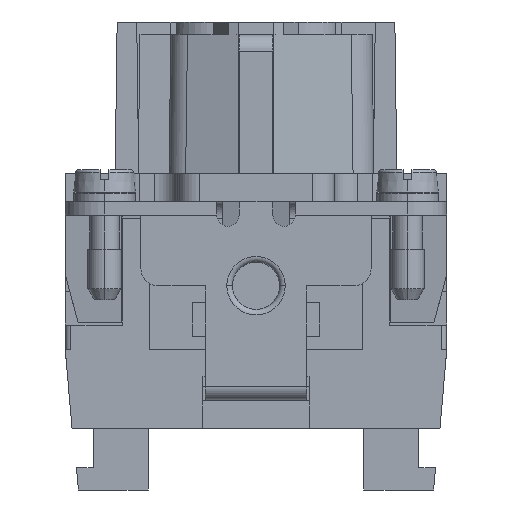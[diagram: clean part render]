
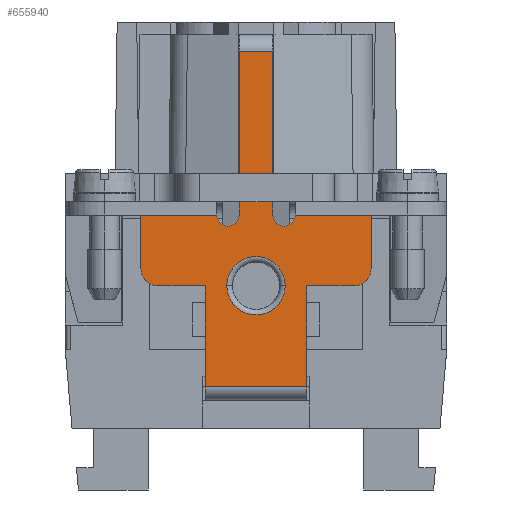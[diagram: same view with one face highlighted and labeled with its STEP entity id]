
A CAD part, left-side view. The second image highlights one B-rep face of the part: STEP entity #655940.
In plain terms, the highlighted face is planar.
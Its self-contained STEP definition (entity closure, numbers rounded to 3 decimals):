
#29460=CARTESIAN_POINT('',(120.246,33.176,
3.9));
#29470=VERTEX_POINT('',#29460);
#29520=CARTESIAN_POINT('',(120.246,33.176,
-20.6));
#29530=DIRECTION('',(0.,0.,1.));
#29540=VECTOR('',#29530,1.);
#29550=LINE('',#29520,#29540);
#29560=CARTESIAN_POINT('',(120.246,33.176,
6.9));
#29570=VERTEX_POINT('',#29560);
#29580=EDGE_CURVE('',#29470,#29570,#29550,.T.);
#653920=CARTESIAN_POINT('',(120.246,37.426,
2.4));
#653930=VERTEX_POINT('',#653920);
#654020=CARTESIAN_POINT('',(120.246,38.926,
0.9));
#654030=VERTEX_POINT('',#654020);
#654060=CARTESIAN_POINT('',(120.246,37.426,
0.9));
#654070=DIRECTION('',(-1.,0.,0.));
#654080=DIRECTION('',(0.,-1.,0.));
#654090=AXIS2_PLACEMENT_3D('',#654060,#654070,#654080);
#654100=CIRCLE('',#654090,1.5);
#654110=EDGE_CURVE('',#653930,#654030,#654100,.T.);
#654320=CARTESIAN_POINT('',(120.246,33.176,
2.4));
#654330=VERTEX_POINT('',#654320);
#654380=CARTESIAN_POINT('',(120.246,-15.324,
2.4));
#654390=DIRECTION('',(0.,1.,0.));
#654400=VECTOR('',#654390,1.);
#654410=LINE('',#654380,#654400);
#654420=EDGE_CURVE('',#654330,#653930,#654410,.T.);
#654540=CARTESIAN_POINT('',(120.246,27.682,
7.687));
#654550=DIRECTION('',(1.,0.,0.));
#654560=DIRECTION('',(0.,1.,0.));
#654570=AXIS2_PLACEMENT_3D('',#654540,#654550,#654560);
#654580=PLANE('',#654570);
#654590=CARTESIAN_POINT('',(120.246,28.676,
2.4));
#654600=DIRECTION('',(1.,0.,0.));
#654610=DIRECTION('',(0.,1.,0.));
#654620=AXIS2_PLACEMENT_3D('',#654590,#654600,#654610);
#654630=CIRCLE('',#654620,2.6);
#654640=CARTESIAN_POINT('',(120.246,31.276,
2.4));
#654650=VERTEX_POINT('',#654640);
#654660=CARTESIAN_POINT('',(120.246,26.076,
2.4));
#654670=VERTEX_POINT('',#654660);
#654680=EDGE_CURVE('',#654650,#654670,#654630,.T.);
#654690=ORIENTED_EDGE('',*,*,#654680,.F.);
#654700=EDGE_CURVE('',#654670,#654650,#654630,.T.);
#654710=ORIENTED_EDGE('',*,*,#654700,.F.);
#654720=EDGE_LOOP('',(#654710,#654690));
#654730=FACE_BOUND('',#654720,.T.);
#654740=CARTESIAN_POINT('',(120.246,24.176,
-20.6));
#654750=DIRECTION('',(0.,0.,-1.));
#654760=VECTOR('',#654750,1.);
#654770=LINE('',#654740,#654760);
#654780=CARTESIAN_POINT('',(120.246,24.176,
3.9));
#654790=VERTEX_POINT('',#654780);
#654800=CARTESIAN_POINT('',(120.246,24.176,
2.4));
#654810=VERTEX_POINT('',#654800);
#654820=EDGE_CURVE('',#654790,#654810,#654770,.T.);
#654830=ORIENTED_EDGE('',*,*,#654820,.T.);
#654840=CARTESIAN_POINT('',(120.246,24.176,
6.9));
#654850=VERTEX_POINT('',#654840);
#654860=EDGE_CURVE('',#654850,#654790,#654770,.T.);
#654870=ORIENTED_EDGE('',*,*,#654860,.T.);
#654880=CARTESIAN_POINT('',(120.246,24.176,
11.4));
#654890=VERTEX_POINT('',#654880);
#654900=EDGE_CURVE('',#654890,#654850,#654770,.T.);
#654910=ORIENTED_EDGE('',*,*,#654900,.T.);
#654920=CARTESIAN_POINT('',(120.246,-15.324,
11.4));
#654930=DIRECTION('',(0.,1.,0.));
#654940=VECTOR('',#654930,1.);
#654950=LINE('',#654920,#654940);
#654960=CARTESIAN_POINT('',(120.246,33.176,
11.4));
#654970=VERTEX_POINT('',#654960);
#654980=EDGE_CURVE('',#654890,#654970,#654950,.T.);
#654990=ORIENTED_EDGE('',*,*,#654980,.F.);
#655000=EDGE_CURVE('',#29570,#654970,#29550,.T.);
#655010=ORIENTED_EDGE('',*,*,#655000,.T.);
#655020=ORIENTED_EDGE('',*,*,#29580,.T.);
#655030=EDGE_CURVE('',#654330,#29470,#29550,.T.);
#655040=ORIENTED_EDGE('',*,*,#655030,.T.);
#655050=ORIENTED_EDGE('',*,*,#654420,.F.);
#655060=ORIENTED_EDGE('',*,*,#654110,.F.);
#655070=CARTESIAN_POINT('',(120.246,38.926,
-20.6));
#655080=DIRECTION('',(0.,0.,-1.));
#655090=VECTOR('',#655080,1.);
#655100=LINE('',#655070,#655090);
#655110=CARTESIAN_POINT('',(120.246,38.926,
-3.9));
#655120=VERTEX_POINT('',#655110);
#655130=EDGE_CURVE('',#654030,#655120,#655100,.T.);
#655140=ORIENTED_EDGE('',*,*,#655130,.F.);
#655150=CARTESIAN_POINT('',(120.246,-15.324,
-3.9));
#655160=DIRECTION('',(0.,-1.,0.));
#655170=VECTOR('',#655160,1.);
#655180=LINE('',#655150,#655170);
#655190=CARTESIAN_POINT('',(120.246,32.176,
-3.9));
#655200=VERTEX_POINT('',#655190);
#655210=EDGE_CURVE('',#655120,#655200,#655180,.T.);
#655220=ORIENTED_EDGE('',*,*,#655210,.F.);
#655230=CARTESIAN_POINT('',(120.246,31.176,
-3.9));
#655240=DIRECTION('',(1.,0.,0.));
#655250=DIRECTION('',(0.,1.,0.));
#655260=AXIS2_PLACEMENT_3D('',#655230,#655240,#655250);
#655270=CIRCLE('',#655260,1.);
#655280=CARTESIAN_POINT('',(120.246,30.176,
-3.9));
#655290=VERTEX_POINT('',#655280);
#655300=EDGE_CURVE('',#655200,#655290,#655270,.T.);
#655310=ORIENTED_EDGE('',*,*,#655300,.F.);
#655320=CARTESIAN_POINT('',(120.246,30.176,
-20.6));
#655330=DIRECTION('',(0.,0.,-1.));
#655340=VECTOR('',#655330,1.);
#655350=LINE('',#655320,#655340);
#655360=CARTESIAN_POINT('',(120.246,30.176,
-18.5));
#655370=VERTEX_POINT('',#655360);
#655380=EDGE_CURVE('',#655290,#655370,#655350,.T.);
#655390=ORIENTED_EDGE('',*,*,#655380,.F.);
#655400=CARTESIAN_POINT('',(120.246,-15.324,
-18.5));
#655410=DIRECTION('',(0.,1.,0.));
#655420=VECTOR('',#655410,1.);
#655430=LINE('',#655400,#655420);
#655440=CARTESIAN_POINT('',(120.246,27.176,
-18.5));
#655450=VERTEX_POINT('',#655440);
#655460=EDGE_CURVE('',#655450,#655370,#655430,.T.);
#655470=ORIENTED_EDGE('',*,*,#655460,.T.);
#655480=CARTESIAN_POINT('',(120.246,27.176,
-20.6));
#655490=DIRECTION('',(0.,0.,1.));
#655500=VECTOR('',#655490,1.);
#655510=LINE('',#655480,#655500);
#655520=CARTESIAN_POINT('',(120.246,27.176,
-3.9));
#655530=VERTEX_POINT('',#655520);
#655540=EDGE_CURVE('',#655450,#655530,#655510,.T.);
#655550=ORIENTED_EDGE('',*,*,#655540,.F.);
#655560=CARTESIAN_POINT('',(120.246,26.176,
-3.9));
#655570=DIRECTION('',(1.,0.,0.));
#655580=DIRECTION('',(0.,1.,0.));
#655590=AXIS2_PLACEMENT_3D('',#655560,#655570,#655580);
#655600=CIRCLE('',#655590,1.);
#655610=CARTESIAN_POINT('',(120.246,25.176,
-3.9));
#655620=VERTEX_POINT('',#655610);
#655630=EDGE_CURVE('',#655530,#655620,#655600,.T.);
#655640=ORIENTED_EDGE('',*,*,#655630,.F.);
#655650=CARTESIAN_POINT('',(120.246,18.426,
-3.9));
#655660=VERTEX_POINT('',#655650);
#655670=EDGE_CURVE('',#655620,#655660,#655180,.T.);
#655680=ORIENTED_EDGE('',*,*,#655670,.F.);
#655690=CARTESIAN_POINT('',(120.246,18.426,
-20.6));
#655700=DIRECTION('',(0.,0.,1.));
#655710=VECTOR('',#655700,1.);
#655720=LINE('',#655690,#655710);
#655730=CARTESIAN_POINT('',(120.246,18.426,
0.9));
#655740=VERTEX_POINT('',#655730);
#655750=EDGE_CURVE('',#655660,#655740,#655720,.T.);
#655760=ORIENTED_EDGE('',*,*,#655750,.F.);
#655770=CARTESIAN_POINT('',(120.246,19.926,
0.9));
#655780=DIRECTION('',(-1.,0.,0.));
#655790=DIRECTION('',(0.,-1.,0.));
#655800=AXIS2_PLACEMENT_3D('',#655770,#655780,#655790);
#655810=CIRCLE('',#655800,1.5);
#655820=CARTESIAN_POINT('',(120.246,19.926,
2.4));
#655830=VERTEX_POINT('',#655820);
#655840=EDGE_CURVE('',#655740,#655830,#655810,.T.);
#655850=ORIENTED_EDGE('',*,*,#655840,.F.);
#655860=CARTESIAN_POINT('',(120.246,-15.324,
2.4));
#655870=DIRECTION('',(0.,1.,0.));
#655880=VECTOR('',#655870,1.);
#655890=LINE('',#655860,#655880);
#655900=EDGE_CURVE('',#655830,#654810,#655890,.T.);
#655910=ORIENTED_EDGE('',*,*,#655900,.F.);
#655920=EDGE_LOOP('',(#655910,#655850,#655760,#655680,#655640,#655550,
#655470,#655390,#655310,#655220,#655140,#655060,#655050,#655040,#655020,
#655010,#654990,#654910,#654870,#654830));
#655930=FACE_OUTER_BOUND('',#655920,.T.);
#655940=ADVANCED_FACE('F683',(#654730,#655930),#654580,.T.);
